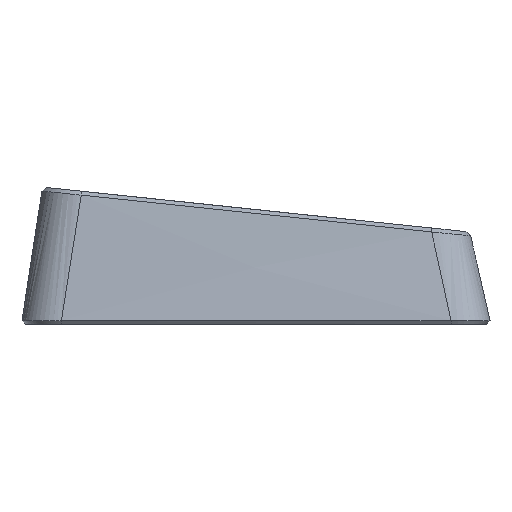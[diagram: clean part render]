
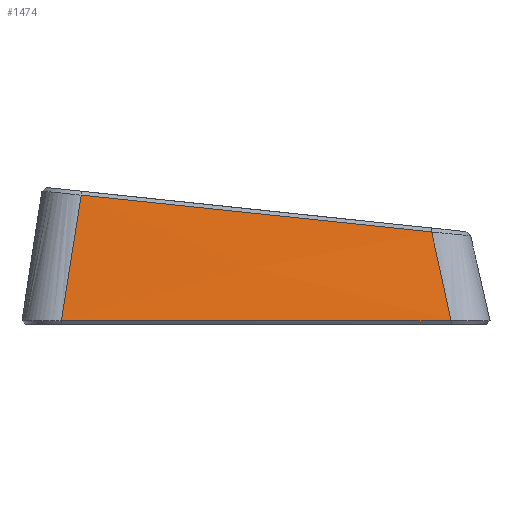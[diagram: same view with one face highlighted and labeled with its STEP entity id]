
A CAD part, left-side view. The second image highlights one B-rep face of the part: STEP entity #1474.
In plain terms, the highlighted free-form (B-spline) face has degree [1, 1] with [2, 2] control points.
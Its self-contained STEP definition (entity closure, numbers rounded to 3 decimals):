
#179 = VERTEX_POINT('',#180);
#180 = CARTESIAN_POINT('',(-153.291,-48.983,0.979));
#339 = EDGE_CURVE('',#179,#340,#342,.T.);
#340 = VERTEX_POINT('',#341);
#341 = CARTESIAN_POINT('',(-148.7,-44.109,23.257));
#342 = B_SPLINE_CURVE_WITH_KNOTS('',4,(#343,#344,#345,#346,#347,#348,
    #349,#350,#351,#352,#353),.UNSPECIFIED.,.F.,.F.,(5,3,3,5),(
0.513,2.003,27.463,28.949),
  .UNSPECIFIED.);
#343 = CARTESIAN_POINT('',(-153.814,-49.538,-1.549));
#344 = CARTESIAN_POINT('',(-153.74,-49.46,-1.192));
#345 = CARTESIAN_POINT('',(-153.667,-49.382,-0.836));
#346 = CARTESIAN_POINT('',(-153.593,-49.303,-0.479));
#347 = CARTESIAN_POINT('',(-152.258,-47.886,5.972));
#348 = CARTESIAN_POINT('',(-151.,-46.55,12.067));
#349 = CARTESIAN_POINT('',(-149.745,-45.218,18.163));
#350 = CARTESIAN_POINT('',(-148.421,-43.812,24.618));
#351 = CARTESIAN_POINT('',(-148.348,-43.735,24.974));
#352 = CARTESIAN_POINT('',(-148.274,-43.657,25.331));
#353 = CARTESIAN_POINT('',(-148.201,-43.579,25.689));
#1474 = ADVANCED_FACE('',(#1475),#1546,.T.);
#1475 = FACE_BOUND('',#1476,.T.);
#1476 = EDGE_LOOP('',(#1477,#1495,#1510,#1511));
#1477 = ORIENTED_EDGE('',*,*,#1478,.F.);
#1478 = EDGE_CURVE('',#1479,#1481,#1483,.T.);
#1479 = VERTEX_POINT('',#1480);
#1480 = CARTESIAN_POINT('',(-153.346,48.946,0.989));
#1481 = VERTEX_POINT('',#1482);
#1482 = CARTESIAN_POINT('',(-148.64,43.965,32.503));
#1483 = B_SPLINE_CURVE_WITH_KNOTS('',4,(#1484,#1485,#1486,#1487,#1488,
    #1489,#1490,#1491,#1492,#1493,#1494),.UNSPECIFIED.,.F.,.F.,(5,3,3,5)
  ,(-0.754,1.401,36.701,38.86),
  .UNSPECIFIED.);
#1484 = CARTESIAN_POINT('',(-153.82,49.447,-2.192));
#1485 = CARTESIAN_POINT('',(-153.741,49.364,-1.664));
#1486 = CARTESIAN_POINT('',(-153.663,49.281,-1.136));
#1487 = CARTESIAN_POINT('',(-153.584,49.198,-0.609));
#1488 = CARTESIAN_POINT('',(-152.221,47.755,8.543));
#1489 = CARTESIAN_POINT('',(-150.935,46.393,17.167));
#1490 = CARTESIAN_POINT('',(-149.646,45.029,25.79));
#1491 = CARTESIAN_POINT('',(-148.275,43.578,34.94));
#1492 = CARTESIAN_POINT('',(-148.196,43.495,35.468));
#1493 = CARTESIAN_POINT('',(-148.117,43.411,35.995));
#1494 = CARTESIAN_POINT('',(-148.038,43.327,36.522));
#1495 = ORIENTED_EDGE('',*,*,#1496,.T.);
#1496 = EDGE_CURVE('',#1479,#179,#1497,.T.);
#1497 = B_SPLINE_CURVE_WITH_KNOTS('',11,(#1498,#1499,#1500,#1501,#1502,
    #1503,#1504,#1505,#1506,#1507,#1508,#1509),.UNSPECIFIED.,.F.,.F.,(12
    ,12),(720.12,818.494),.PIECEWISE_BEZIER_KNOTS.);
#1498 = CARTESIAN_POINT('',(-153.346,48.946,0.989));
#1499 = CARTESIAN_POINT('',(-153.345,40.007,0.973));
#1500 = CARTESIAN_POINT('',(-153.342,31.123,0.966));
#1501 = CARTESIAN_POINT('',(-153.334,22.227,0.998));
#1502 = CARTESIAN_POINT('',(-153.331,13.338,0.976));
#1503 = CARTESIAN_POINT('',(-153.328,4.427,0.982));
#1504 = CARTESIAN_POINT('',(-153.315,-4.466,1.005));
#1505 = CARTESIAN_POINT('',(-153.324,-13.38,0.952));
#1506 = CARTESIAN_POINT('',(-153.304,-22.264,1.011));
#1507 = CARTESIAN_POINT('',(-153.312,-31.162,0.942));
#1508 = CARTESIAN_POINT('',(-153.305,-40.039,0.949));
#1509 = CARTESIAN_POINT('',(-153.291,-48.983,0.979));
#1510 = ORIENTED_EDGE('',*,*,#339,.T.);
#1511 = ORIENTED_EDGE('',*,*,#1512,.F.);
#1512 = EDGE_CURVE('',#1481,#340,#1513,.T.);
#1513 = B_SPLINE_CURVE_WITH_KNOTS('',11,(#1514,#1515,#1516,#1517,#1518,
    #1519,#1520,#1521,#1522,#1523,#1524,#1525,#1526,#1527,#1528,#1529,
    #1530,#1531,#1532,#1533,#1534,#1535,#1536,#1537,#1538,#1539,#1540,
    #1541,#1542,#1543,#1544,#1545),.UNSPECIFIED.,.F.,.F.,(12,10,10,12),(
690.194,690.237,778.637,778.952),
  .UNSPECIFIED.);
#1514 = CARTESIAN_POINT('',(-148.64,43.965,32.503));
#1515 = CARTESIAN_POINT('',(-148.64,43.961,32.503));
#1516 = CARTESIAN_POINT('',(-148.64,43.957,32.502));
#1517 = CARTESIAN_POINT('',(-148.64,43.953,32.502));
#1518 = CARTESIAN_POINT('',(-148.64,43.949,32.501));
#1519 = CARTESIAN_POINT('',(-148.64,43.945,32.501));
#1520 = CARTESIAN_POINT('',(-148.64,43.941,32.5));
#1521 = CARTESIAN_POINT('',(-148.64,43.937,32.5));
#1522 = CARTESIAN_POINT('',(-148.64,43.933,32.5));
#1523 = CARTESIAN_POINT('',(-148.64,43.929,32.499));
#1524 = CARTESIAN_POINT('',(-148.64,43.925,32.499));
#1525 = CARTESIAN_POINT('',(-148.649,35.864,31.617));
#1526 = CARTESIAN_POINT('',(-148.645,27.913,30.84));
#1527 = CARTESIAN_POINT('',(-148.661,19.965,29.919));
#1528 = CARTESIAN_POINT('',(-148.655,12.011,29.173));
#1529 = CARTESIAN_POINT('',(-148.662,4.048,28.293));
#1530 = CARTESIAN_POINT('',(-148.671,-3.921,27.47));
#1531 = CARTESIAN_POINT('',(-148.668,-11.892,26.651));
#1532 = CARTESIAN_POINT('',(-148.689,-19.839,25.757));
#1533 = CARTESIAN_POINT('',(-148.683,-27.807,24.974));
#1534 = CARTESIAN_POINT('',(-148.7,-35.755,24.093));
#1535 = CARTESIAN_POINT('',(-148.7,-43.821,23.285));
#1536 = CARTESIAN_POINT('',(-148.7,-43.85,23.283));
#1537 = CARTESIAN_POINT('',(-148.7,-43.878,23.28));
#1538 = CARTESIAN_POINT('',(-148.7,-43.907,23.277));
#1539 = CARTESIAN_POINT('',(-148.7,-43.936,23.274));
#1540 = CARTESIAN_POINT('',(-148.7,-43.964,23.271));
#1541 = CARTESIAN_POINT('',(-148.7,-43.993,23.268));
#1542 = CARTESIAN_POINT('',(-148.7,-44.022,23.265));
#1543 = CARTESIAN_POINT('',(-148.7,-44.051,23.263));
#1544 = CARTESIAN_POINT('',(-148.7,-44.08,23.26));
#1545 = CARTESIAN_POINT('',(-148.7,-44.109,23.257));
#1546 = B_SPLINE_SURFACE_WITH_KNOTS('',1,1,(
    (#1547,#1548)
    ,(#1549,#1550
  )),.UNSPECIFIED.,.F.,.F.,.F.,(2,2),(2,2),(0.,117.985),(0.,1.),
  .PIECEWISE_BEZIER_KNOTS.);
#1547 = CARTESIAN_POINT('',(-153.494,58.993,0.));
#1548 = CARTESIAN_POINT('',(-148.494,53.697,34.519));
#1549 = CARTESIAN_POINT('',(-153.494,-58.993,0.));
#1550 = CARTESIAN_POINT('',(-148.494,-53.697,23.231));
